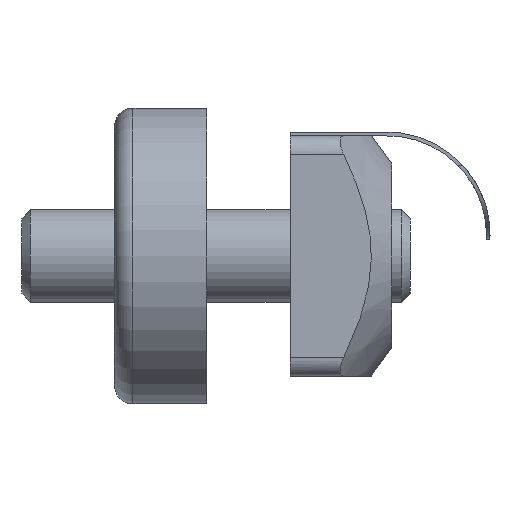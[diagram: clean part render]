
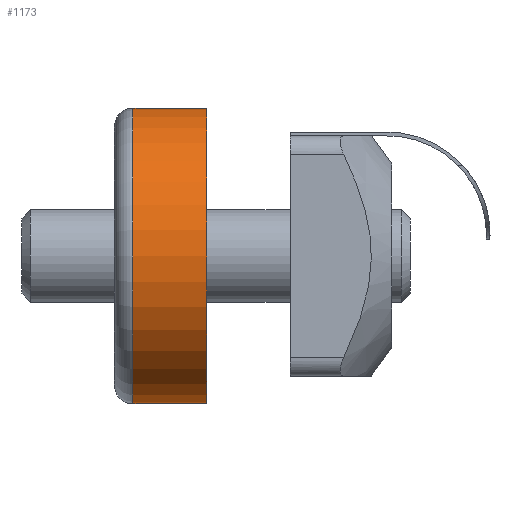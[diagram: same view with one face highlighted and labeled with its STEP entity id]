
A CAD part, left-side view. The second image highlights one B-rep face of the part: STEP entity #1173.
In plain terms, the highlighted cylindrical face has radius 8 mm (diameter 16 mm), a partial arc.
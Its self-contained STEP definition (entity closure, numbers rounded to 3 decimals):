
#147=LINE('',#1880,#238);
#154=LINE('',#1921,#245);
#238=VECTOR('',#1519,10.);
#245=VECTOR('',#1570,10.);
#329=CYLINDRICAL_SURFACE('',#1381,8.);
#358=FACE_OUTER_BOUND('',#431,.T.);
#431=EDGE_LOOP('',(#882,#883,#884,#885));
#499=CIRCLE('',#1356,8.);
#512=CIRCLE('',#1382,8.);
#549=VERTEX_POINT('',#1861);
#551=VERTEX_POINT('',#1867);
#554=VERTEX_POINT('',#1878);
#566=VERTEX_POINT('',#1920);
#662=EDGE_CURVE('',#549,#551,#499,.T.);
#667=EDGE_CURVE('',#554,#549,#147,.T.);
#686=EDGE_CURVE('',#566,#551,#154,.T.);
#688=EDGE_CURVE('',#554,#566,#512,.T.);
#882=ORIENTED_EDGE('',*,*,#662,.F.);
#883=ORIENTED_EDGE('',*,*,#667,.F.);
#884=ORIENTED_EDGE('',*,*,#688,.T.);
#885=ORIENTED_EDGE('',*,*,#686,.T.);
#1173=ADVANCED_FACE('',(#358),#329,.T.);
#1356=AXIS2_PLACEMENT_3D('',#1871,#1509,#1510);
#1381=AXIS2_PLACEMENT_3D('',#1923,#1572,#1573);
#1382=AXIS2_PLACEMENT_3D('',#1924,#1574,#1575);
#1509=DIRECTION('center_axis',(0.,1.,0.));
#1510=DIRECTION('ref_axis',(1.,0.,0.));
#1519=DIRECTION('',(0.,1.,0.));
#1570=DIRECTION('',(0.,1.,0.));
#1572=DIRECTION('center_axis',(0.,1.,0.));
#1573=DIRECTION('ref_axis',(0.,0.,1.));
#1574=DIRECTION('center_axis',(0.,1.,0.));
#1575=DIRECTION('ref_axis',(0.,0.,1.));
#1861=CARTESIAN_POINT('',(12.,4.,8.));
#1867=CARTESIAN_POINT('',(12.,4.,-8.));
#1871=CARTESIAN_POINT('Origin',(12.,4.,0.));
#1878=CARTESIAN_POINT('',(12.,0.,8.));
#1880=CARTESIAN_POINT('',(12.,0.,8.));
#1920=CARTESIAN_POINT('',(12.,0.,-8.));
#1921=CARTESIAN_POINT('',(12.,0.,-8.));
#1923=CARTESIAN_POINT('Origin',(12.,0.,0.));
#1924=CARTESIAN_POINT('Origin',(12.,0.,0.));
